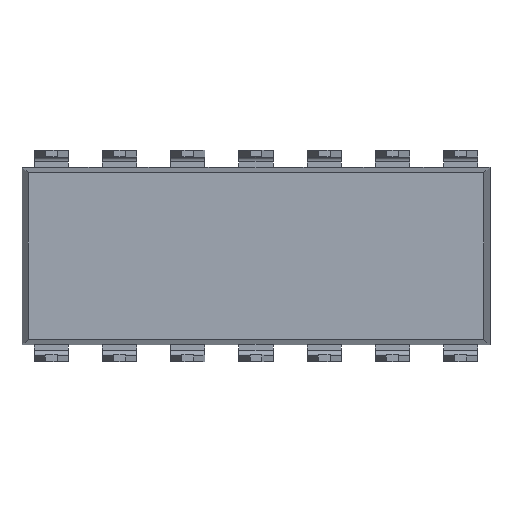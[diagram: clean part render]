
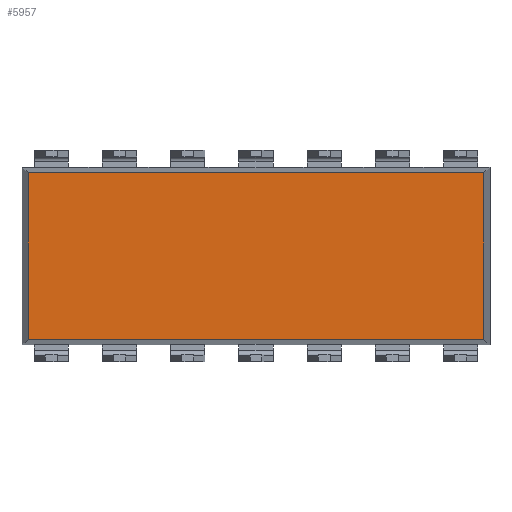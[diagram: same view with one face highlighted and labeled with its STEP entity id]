
A CAD part, top view. The second image highlights one B-rep face of the part: STEP entity #5957.
In plain terms, the highlighted planar face has unit normal (0, 0, 1).
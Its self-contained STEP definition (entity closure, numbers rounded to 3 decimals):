
#78 = CARTESIAN_POINT ( 'NONE',  ( 8.483, 3.1, -0.9 ) ) ;
#82 = CARTESIAN_POINT ( 'NONE',  ( 8.71, 3.1, -0.9 ) ) ;
#491 = CARTESIAN_POINT ( 'NONE',  ( -8.483, 3.1, -0.9 ) ) ;
#785 = DIRECTION ( 'NONE',  ( 0., 0., -1. ) ) ;
#815 = AXIS2_PLACEMENT_3D ( 'NONE', #82, #785, #5721 ) ;
#905 = ORIENTED_EDGE ( 'NONE', *, *, #4246, .F. ) ;
#999 = CARTESIAN_POINT ( 'NONE',  ( 8.71, -3.1, -0.9 ) ) ;
#1104 = ORIENTED_EDGE ( 'NONE', *, *, #1476, .F. ) ;
#1122 = LINE ( 'NONE', #999, #8182 ) ;
#1476 = EDGE_CURVE ( 'NONE', #2994, #5775, #6024, .T. ) ;
#1716 = DIRECTION ( 'NONE',  ( -1., 0., 0. ) ) ;
#1785 = DIRECTION ( 'NONE',  ( 0., -1., 0. ) ) ;
#2051 = VECTOR ( 'NONE', #1785, 1000. ) ;
#2674 = LINE ( 'NONE', #5047, #4334 ) ;
#2915 = FACE_OUTER_BOUND ( 'NONE', #8123, .T. ) ;
#2944 = VERTEX_POINT ( 'NONE', #3499 ) ;
#2994 = VERTEX_POINT ( 'NONE', #78 ) ;
#3003 = DIRECTION ( 'NONE',  ( 0., -1., 0. ) ) ;
#3315 = ORIENTED_EDGE ( 'NONE', *, *, #6060, .T. ) ;
#3499 = CARTESIAN_POINT ( 'NONE',  ( -8.483, -3.1, -0.9 ) ) ;
#3709 = CARTESIAN_POINT ( 'NONE',  ( -8.483, 3.1, -0.9 ) ) ;
#4246 = EDGE_CURVE ( 'NONE', #5775, #2944, #1122, .T. ) ;
#4334 = VECTOR ( 'NONE', #7879, 1000. ) ;
#4682 = CARTESIAN_POINT ( 'NONE',  ( 8.483, -3.1, -0.9 ) ) ;
#5047 = CARTESIAN_POINT ( 'NONE',  ( 8.71, 3.1, -0.9 ) ) ;
#5721 = DIRECTION ( 'NONE',  ( -1., 0., 0. ) ) ;
#5746 = VECTOR ( 'NONE', #3003, 1000. ) ;
#5775 = VERTEX_POINT ( 'NONE', #4682 ) ;
#5810 = VERTEX_POINT ( 'NONE', #491 ) ;
#5957 = ADVANCED_FACE ( 'NONE', ( #2915 ), #7120, .F. ) ;
#6024 = LINE ( 'NONE', #6722, #2051 ) ;
#6060 = EDGE_CURVE ( 'NONE', #2994, #5810, #2674, .T. ) ;
#6722 = CARTESIAN_POINT ( 'NONE',  ( 8.483, 3.1, -0.9 ) ) ;
#7120 = PLANE ( 'NONE',  #815 ) ;
#7439 = EDGE_CURVE ( 'NONE', #5810, #2944, #7613, .T. ) ;
#7613 = LINE ( 'NONE', #3709, #5746 ) ;
#7879 = DIRECTION ( 'NONE',  ( -1., 0., 0. ) ) ;
#8123 = EDGE_LOOP ( 'NONE', ( #1104, #3315, #8586, #905 ) ) ;
#8182 = VECTOR ( 'NONE', #1716, 1000. ) ;
#8586 = ORIENTED_EDGE ( 'NONE', *, *, #7439, .T. ) ;
